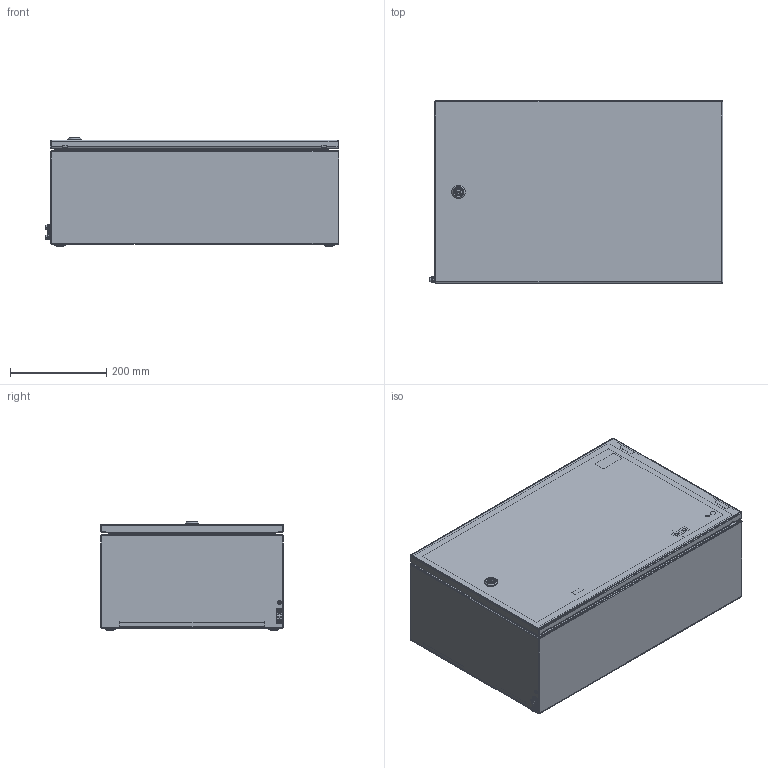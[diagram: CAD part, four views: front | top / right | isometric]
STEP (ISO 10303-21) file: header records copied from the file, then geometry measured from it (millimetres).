
FILE_DESCRIPTION (( 'STEP AP214' ), '1' );
FILE_NAME ('34006421.STEP', '2017-12-14T10:58:17', ( 'Admin' ), ( 'Hewlett-Packard Company' ), 'SwSTEP 2.0', 'SolidWorks 2017', '' );
FILE_SCHEMA (( 'AUTOMOTIVE_DESIGN' ));
Length unit declared in the file: millimetre
Products named in the file (43): 42067; 93171; 56141_Ex; 42067_Betaetigung; 42083; 42067_O-Ring; 42111; 42067_Federsch; 42128_Ex; 42090; 56148_Ex; 82204; 93506; 42066; 98086; 42066_Mutter; 42201; 42066_Geh; 42199_Deckeleingespannt; 92684; 93379; 42200; 93238; 82410_37006421; 93378; 83015; 42135_Ex; 42045; 95498; 42045_Stift_umgedreht; 95947; 34006421; 420454; 86003_Bl.1,25; 420453; 92081; 420452; 94753; 56045; 83160 ...
Assembly tree (65 placements, depth 5):
  34006421
    56148_Ex
      42135_Ex
      82410_37006421
      93379
      56045
        42066
          42066_Geh
          42066_Mutter
        82204
        42090
        42067
          42067_Federsch
          42067_O-Ring
          42067_Betaetigung
          42067
        42137
      42045_Stift_umgedreht
        420452
        420453
        420454
      42045
        420452
        420453
        420454
      93378  x2
      42200
      42199_Deckeleingespannt
      42201
      98086  x2
      93506  x2
    56141_Ex
      42128_Ex
      42111  x2
      42083
    93171  x4
    82156  x4
    83160  x2
    94753  x4
    92081  x4
    86003_Bl.1,25  x2
    95947
    95498
    83015  x2
    93238  x2
    92684
Bounding box: 611 x 380 x 226 mm (x, y, z)
Volume: 1669440.1 mm3; surface area: 2050096.1 mm2
Topology: 58 solids, 58 shells, 1842 faces, 4494 edges, 2810 vertices
Faces by surface type: cylinder 800, plane 713, bspline 122, torus 90, cone 81, sphere 36
Entity records: 43040 total; most frequent: CARTESIAN_POINT 10769, DIRECTION 6340, ORIENTED_EDGE 6156, EDGE_CURVE 3078, AXIS2_PLACEMENT_3D 2382, VERTEX_POINT 1905, VECTOR 1576, LINE 1576
